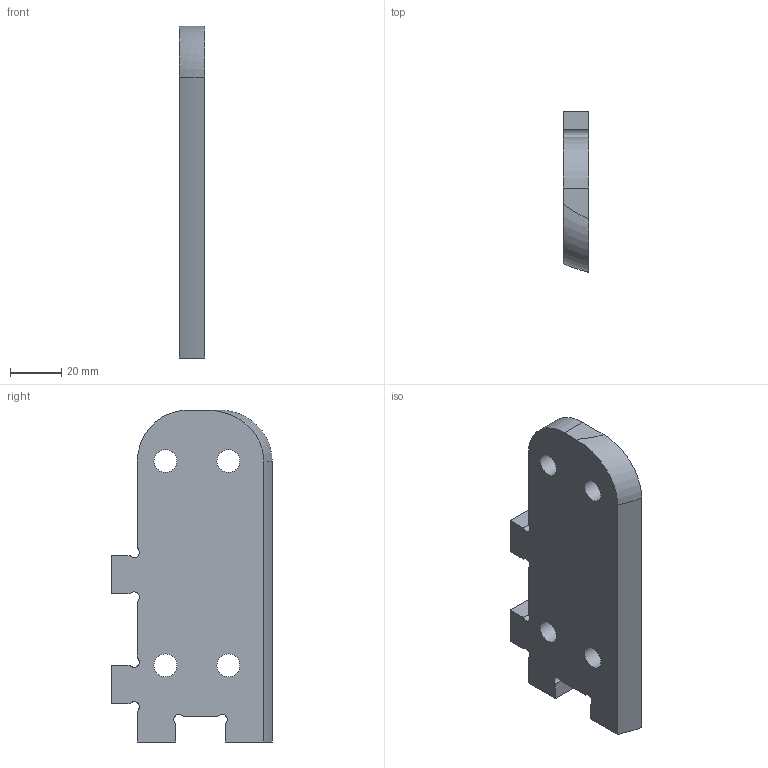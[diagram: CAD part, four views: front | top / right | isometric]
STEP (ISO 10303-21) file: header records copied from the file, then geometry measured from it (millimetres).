
FILE_DESCRIPTION(/* description */ (''),/* implementation_level */ '2;1');
FILE_NAME(/* name */ 'tube binder left v1.step',/* time_stamp */ '2024-03-11T22:05:25+01:00',/* author */ (''),/* organization */ (''),/* preprocessor_version */ 'ST-DEVELOPER v20',/* originating_system */ 'Autodesk Translation Framework v12.20.1.177',/* authorisation */ '');
FILE_SCHEMA (('AUTOMOTIVE_DESIGN { 1 0 10303 214 3 1 1 }'));
Length unit declared in the file: millimetre
Products named in the file (1): tube binder left
Bounding box: 10 x 62.78 x 130 mm (x, y, z)
Volume: 63200.5 mm3; surface area: 17917.9 mm2
Topology: 1 solids, 1 shells, 30 faces, 84 edges, 56 vertices
Faces by surface type: plane 17, cylinder 12, torus 1
Full cylindrical faces by diameter (mm): 9 x4
Entity records: 1059 total; most frequent: CARTESIAN_POINT 205, DIRECTION 169, ORIENTED_EDGE 168, EDGE_CURVE 84, LINE 57, VECTOR 57, VERTEX_POINT 56, AXIS2_PLACEMENT_3D 56
